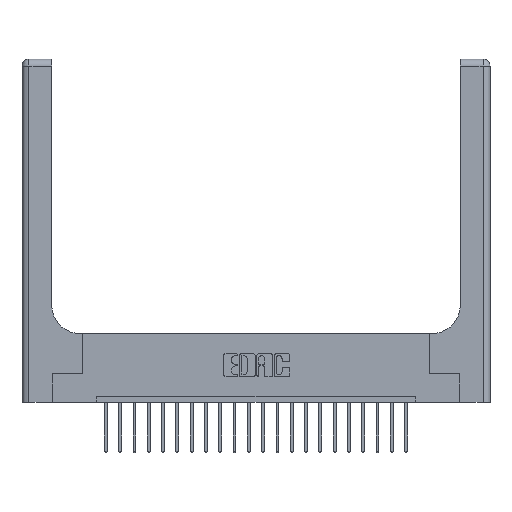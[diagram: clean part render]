
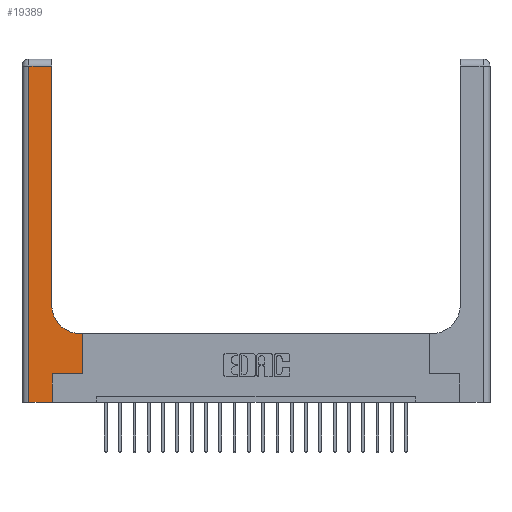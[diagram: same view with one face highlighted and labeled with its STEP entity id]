
A CAD part, top view. The second image highlights one B-rep face of the part: STEP entity #19389.
In plain terms, the highlighted planar face has unit normal (0, 0, 1).
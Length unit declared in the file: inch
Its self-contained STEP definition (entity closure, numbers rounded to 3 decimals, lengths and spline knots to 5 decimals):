
#212 = EDGE_CURVE ( 'NONE', #361, #17260, #3203, .T. ) ;
#361 = VERTEX_POINT ( 'NONE', #11770 ) ;
#598 = VERTEX_POINT ( 'NONE', #8304 ) ;
#631 = ORIENTED_EDGE ( 'NONE', *, *, #12427, .T. ) ;
#894 = CARTESIAN_POINT ( 'NONE',  ( 0.528, 0.25, 0.37 ) ) ;
#1150 = ORIENTED_EDGE ( 'NONE', *, *, #9075, .T. ) ;
#1488 = EDGE_CURVE ( 'NONE', #1585, #17875, #2702, .T. ) ;
#1585 = VERTEX_POINT ( 'NONE', #12017 ) ;
#1616 = EDGE_CURVE ( 'NONE', #11820, #10917, #13576, .T. ) ;
#1623 = LINE ( 'NONE', #20299, #13492 ) ;
#2702 = LINE ( 'NONE', #21369, #5659 ) ;
#3203 = CIRCLE ( 'NONE', #3907, 0.25 ) ;
#3384 = ORIENTED_EDGE ( 'NONE', *, *, #5027, .T. ) ;
#3529 = CARTESIAN_POINT ( 'NONE',  ( 0., 3., 0.37 ) ) ;
#3848 = DIRECTION ( 'NONE',  ( -1., 0., 0. ) ) ;
#3907 = AXIS2_PLACEMENT_3D ( 'NONE', #15703, #19029, #13921 ) ;
#4045 = VECTOR ( 'NONE', #20972, 39.37008 ) ;
#4483 = VERTEX_POINT ( 'NONE', #11050 ) ;
#5027 = EDGE_CURVE ( 'NONE', #598, #11820, #6684, .T. ) ;
#5094 = DIRECTION ( 'NONE',  ( 0., 1., 0. ) ) ;
#5540 = EDGE_CURVE ( 'NONE', #17875, #18194, #21652, .T. ) ;
#5659 = VECTOR ( 'NONE', #11266, 39.37008 ) ;
#5876 = ORIENTED_EDGE ( 'NONE', *, *, #21793, .T. ) ;
#6684 = LINE ( 'NONE', #18121, #14759 ) ;
#7108 = VECTOR ( 'NONE', #20350, 39.37008 ) ;
#8218 = ORIENTED_EDGE ( 'NONE', *, *, #212, .T. ) ;
#8304 = CARTESIAN_POINT ( 'NONE',  ( 0.265, 0.25, 0.37 ) ) ;
#8872 = DIRECTION ( 'NONE',  ( 0., 0., -1. ) ) ;
#9075 = EDGE_CURVE ( 'NONE', #18194, #598, #10463, .T. ) ;
#10074 = LINE ( 'NONE', #20383, #16150 ) ;
#10387 = AXIS2_PLACEMENT_3D ( 'NONE', #3529, #8872, #3848 ) ;
#10463 = LINE ( 'NONE', #18892, #16657 ) ;
#10870 = LINE ( 'NONE', #17866, #4045 ) ;
#10917 = VERTEX_POINT ( 'NONE', #10991 ) ;
#10991 = CARTESIAN_POINT ( 'NONE',  ( 0.528, 0.6, 0.37 ) ) ;
#11050 = CARTESIAN_POINT ( 'NONE',  ( 0.26, 2.94, 0.37 ) ) ;
#11266 = DIRECTION ( 'NONE',  ( 0., -1., 0. ) ) ;
#11500 = ORIENTED_EDGE ( 'NONE', *, *, #1488, .T. ) ;
#11770 = CARTESIAN_POINT ( 'NONE',  ( 0.51, 0.6, 0.37 ) ) ;
#11820 = VERTEX_POINT ( 'NONE', #894 ) ;
#11950 = CARTESIAN_POINT ( 'NONE',  ( 0.265, 0., 0.37 ) ) ;
#11963 = ORIENTED_EDGE ( 'NONE', *, *, #1616, .T. ) ;
#12017 = CARTESIAN_POINT ( 'NONE',  ( 0.06, 2.94, 0.37 ) ) ;
#12427 = EDGE_CURVE ( 'NONE', #17260, #4483, #1623, .T. ) ;
#12847 = ORIENTED_EDGE ( 'NONE', *, *, #17511, .T. ) ;
#13200 = CARTESIAN_POINT ( 'NONE',  ( 0., 0., 0.37 ) ) ;
#13250 = CARTESIAN_POINT ( 'NONE',  ( 0.528, 0.25, 0.37 ) ) ;
#13492 = VECTOR ( 'NONE', #5094, 39.37008 ) ;
#13576 = LINE ( 'NONE', #13250, #7108 ) ;
#13790 = EDGE_LOOP ( 'NONE', ( #631, #5876, #11500, #20529, #1150, #3384, #11963, #12847, #8218 ) ) ;
#13921 = DIRECTION ( 'NONE',  ( 1., 0., 0. ) ) ;
#14111 = DIRECTION ( 'NONE',  ( 0., 1., 0. ) ) ;
#14416 = VECTOR ( 'NONE', #19989, 39.37008 ) ;
#14759 = VECTOR ( 'NONE', #20330, 39.37008 ) ;
#14888 = CARTESIAN_POINT ( 'NONE',  ( 0.26, 0.85, 0.37 ) ) ;
#15703 = CARTESIAN_POINT ( 'NONE',  ( 0.51, 0.85, 0.37 ) ) ;
#16150 = VECTOR ( 'NONE', #21841, 39.37008 ) ;
#16657 = VECTOR ( 'NONE', #14111, 39.37008 ) ;
#17260 = VERTEX_POINT ( 'NONE', #14888 ) ;
#17511 = EDGE_CURVE ( 'NONE', #10917, #361, #10870, .T. ) ;
#17866 = CARTESIAN_POINT ( 'NONE',  ( 0.26, 0.6, 0.37 ) ) ;
#17875 = VERTEX_POINT ( 'NONE', #20774 ) ;
#18121 = CARTESIAN_POINT ( 'NONE',  ( 0.265, 0.25, 0.37 ) ) ;
#18194 = VERTEX_POINT ( 'NONE', #11950 ) ;
#18892 = CARTESIAN_POINT ( 'NONE',  ( 0.265, 0., 0.37 ) ) ;
#19029 = DIRECTION ( 'NONE',  ( 0., 0., -1. ) ) ;
#19389 = ADVANCED_FACE ( 'NONE', ( #20852 ), #20639, .F. ) ;
#19989 = DIRECTION ( 'NONE',  ( 1., 0., 0. ) ) ;
#20299 = CARTESIAN_POINT ( 'NONE',  ( 0.26, 3., 0.37 ) ) ;
#20330 = DIRECTION ( 'NONE',  ( 1., 0., 0. ) ) ;
#20350 = DIRECTION ( 'NONE',  ( 0., 1., 0. ) ) ;
#20383 = CARTESIAN_POINT ( 'NONE',  ( 0., 2.94, 0.37 ) ) ;
#20529 = ORIENTED_EDGE ( 'NONE', *, *, #5540, .T. ) ;
#20639 = PLANE ( 'NONE',  #10387 ) ;
#20774 = CARTESIAN_POINT ( 'NONE',  ( 0.06, 0., 0.37 ) ) ;
#20852 = FACE_OUTER_BOUND ( 'NONE', #13790, .T. ) ;
#20972 = DIRECTION ( 'NONE',  ( -1., 0., 0. ) ) ;
#21369 = CARTESIAN_POINT ( 'NONE',  ( 0.06, 3., 0.37 ) ) ;
#21652 = LINE ( 'NONE', #13200, #14416 ) ;
#21793 = EDGE_CURVE ( 'NONE', #4483, #1585, #10074, .T. ) ;
#21841 = DIRECTION ( 'NONE',  ( -1., 0., 0. ) ) ;
